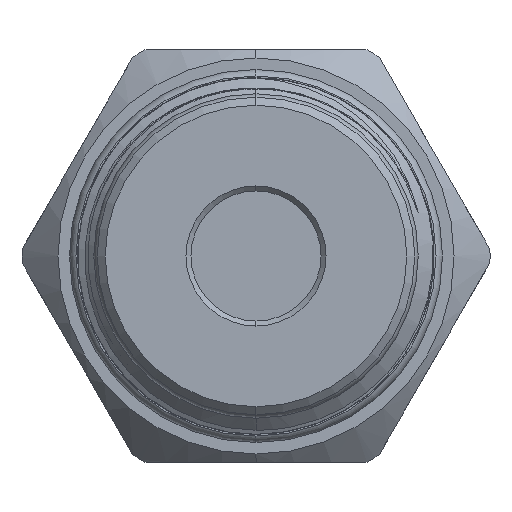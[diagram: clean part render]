
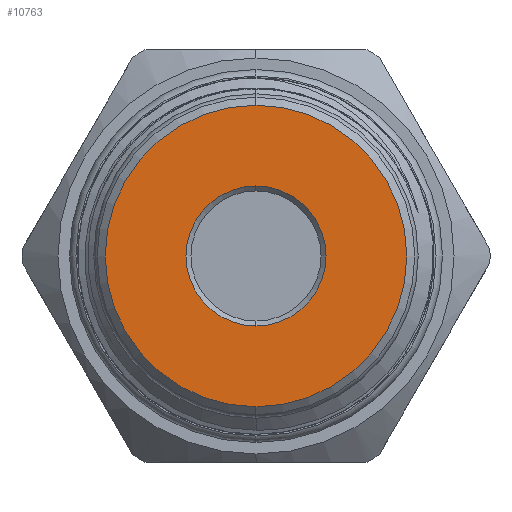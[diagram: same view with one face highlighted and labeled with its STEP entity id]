
A CAD part, left-side view. The second image highlights one B-rep face of the part: STEP entity #10763.
In plain terms, the highlighted planar face has unit normal (-1, 0, 0).
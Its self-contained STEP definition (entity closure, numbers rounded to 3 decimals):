
#343 = EDGE_CURVE ( 'NONE', #15600, #1820, #14754, .T. ) ;
#402 = FACE_OUTER_BOUND ( 'NONE', #11073, .T. ) ;
#1301 = DIRECTION ( 'NONE',  ( 1., 0., 0. ) ) ;
#1672 = CARTESIAN_POINT ( 'NONE',  ( -7.9, 0., 0. ) ) ;
#1820 = VERTEX_POINT ( 'NONE', #15331 ) ;
#2834 = ORIENTED_EDGE ( 'NONE', *, *, #10908, .T. ) ;
#3254 = CIRCLE ( 'NONE', #12007, 7. ) ;
#3341 = ORIENTED_EDGE ( 'NONE', *, *, #14790, .T. ) ;
#3409 = CARTESIAN_POINT ( 'NONE',  ( -7.9, 0., 0. ) ) ;
#3795 = ORIENTED_EDGE ( 'NONE', *, *, #343, .T. ) ;
#4031 = EDGE_LOOP ( 'NONE', ( #3341, #7041 ) ) ;
#4400 = AXIS2_PLACEMENT_3D ( 'NONE', #11409, #4519, #12529 ) ;
#4519 = DIRECTION ( 'NONE',  ( -1., 0., 0. ) ) ;
#4620 = VERTEX_POINT ( 'NONE', #9775 ) ;
#4727 = CIRCLE ( 'NONE', #5515, 15.075 ) ;
#5515 = AXIS2_PLACEMENT_3D ( 'NONE', #1672, #10773, #5535 ) ;
#5535 = DIRECTION ( 'NONE',  ( 0., 0., -1. ) ) ;
#5939 = DIRECTION ( 'NONE',  ( 1., 0., 0. ) ) ;
#6292 = CARTESIAN_POINT ( 'NONE',  ( -7.9, 0., 0. ) ) ;
#7041 = ORIENTED_EDGE ( 'NONE', *, *, #11271, .T. ) ;
#7447 = DIRECTION ( 'NONE',  ( 1., 0., 0. ) ) ;
#7863 = CARTESIAN_POINT ( 'NONE',  ( -7.9, 0., -7. ) ) ;
#9235 = CARTESIAN_POINT ( 'NONE',  ( -7.9, 0., 0. ) ) ;
#9775 = CARTESIAN_POINT ( 'NONE',  ( -7.9, 0., 7. ) ) ;
#10094 = CIRCLE ( 'NONE', #16758, 7. ) ;
#10234 = CARTESIAN_POINT ( 'NONE',  ( -7.9, 0., -15.075 ) ) ;
#10255 = PLANE ( 'NONE',  #16860 ) ;
#10380 = VERTEX_POINT ( 'NONE', #7863 ) ;
#10763 = ADVANCED_FACE ( 'NONE', ( #12623, #402 ), #10255, .F. ) ;
#10773 = DIRECTION ( 'NONE',  ( -1., 0., 0. ) ) ;
#10908 = EDGE_CURVE ( 'NONE', #1820, #15600, #4727, .T. ) ;
#11073 = EDGE_LOOP ( 'NONE', ( #3795, #2834 ) ) ;
#11271 = EDGE_CURVE ( 'NONE', #10380, #4620, #10094, .T. ) ;
#11409 = CARTESIAN_POINT ( 'NONE',  ( -7.9, 0., 0. ) ) ;
#12007 = AXIS2_PLACEMENT_3D ( 'NONE', #9235, #1301, #16154 ) ;
#12529 = DIRECTION ( 'NONE',  ( 0., 0., -1. ) ) ;
#12623 = FACE_BOUND ( 'NONE', #4031, .T. ) ;
#13031 = DIRECTION ( 'NONE',  ( 0., 0., -1. ) ) ;
#14754 = CIRCLE ( 'NONE', #4400, 15.075 ) ;
#14790 = EDGE_CURVE ( 'NONE', #4620, #10380, #3254, .T. ) ;
#15331 = CARTESIAN_POINT ( 'NONE',  ( -7.9, 0., 15.075 ) ) ;
#15600 = VERTEX_POINT ( 'NONE', #10234 ) ;
#16154 = DIRECTION ( 'NONE',  ( 0., 0., -1. ) ) ;
#16571 = DIRECTION ( 'NONE',  ( 0., 0., -1. ) ) ;
#16758 = AXIS2_PLACEMENT_3D ( 'NONE', #3409, #5939, #16571 ) ;
#16860 = AXIS2_PLACEMENT_3D ( 'NONE', #6292, #7447, #13031 ) ;
